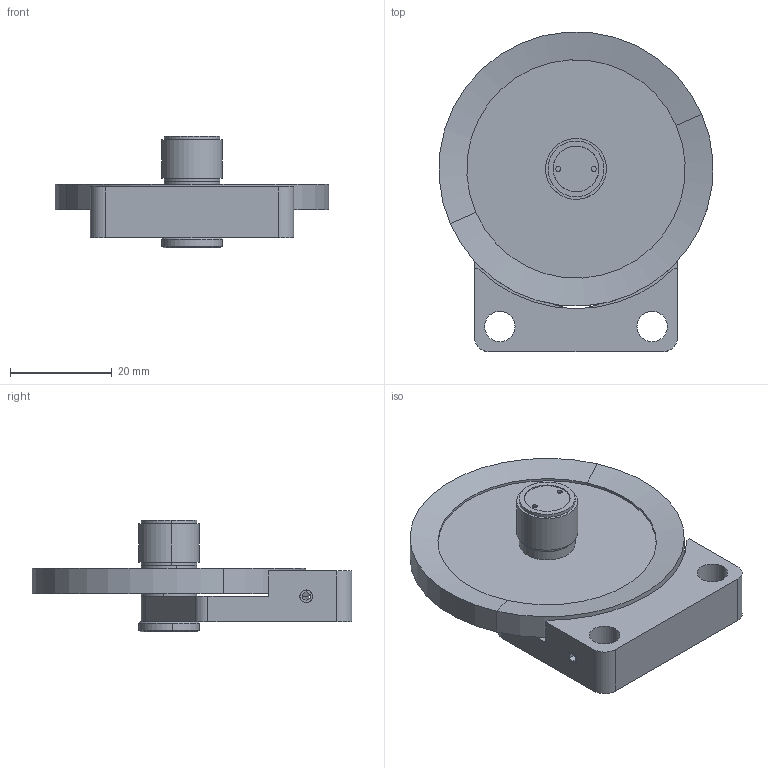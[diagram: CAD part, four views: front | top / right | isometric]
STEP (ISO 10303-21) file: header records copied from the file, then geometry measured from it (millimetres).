
FILE_DESCRIPTION (( 'STEP AP203' ), '1' );
FILE_NAME ('GCT-060101 俋倛芞.STEP', '2018-04-27T01:49:17', ( 'china' ), ( 'china' ), 'SwSTEP 2.0', 'SolidWorks 2015', '' );
FILE_SCHEMA (( 'CONFIG_CONTROL_DESIGN' ));
Length unit declared in the file: millimetre
Products named in the file (1): GCT-060101 俋倛芞
Bounding box: 53.9 x 62.95 x 22 mm (x, y, z)
Surface area: 12588.4 mm2 (no closed solid volume)
Topology: 0 solids, 13 shells, 93 faces, 254 edges, 174 vertices
Faces by surface type: cylinder 49, plane 34, cone 10
Entity records: 3143 total; most frequent: CARTESIAN_POINT 590, DIRECTION 568, ORIENTED_EDGE 440, EDGE_CURVE 254, AXIS2_PLACEMENT_3D 224, VERTEX_POINT 174, CIRCLE 130, VECTOR 120
